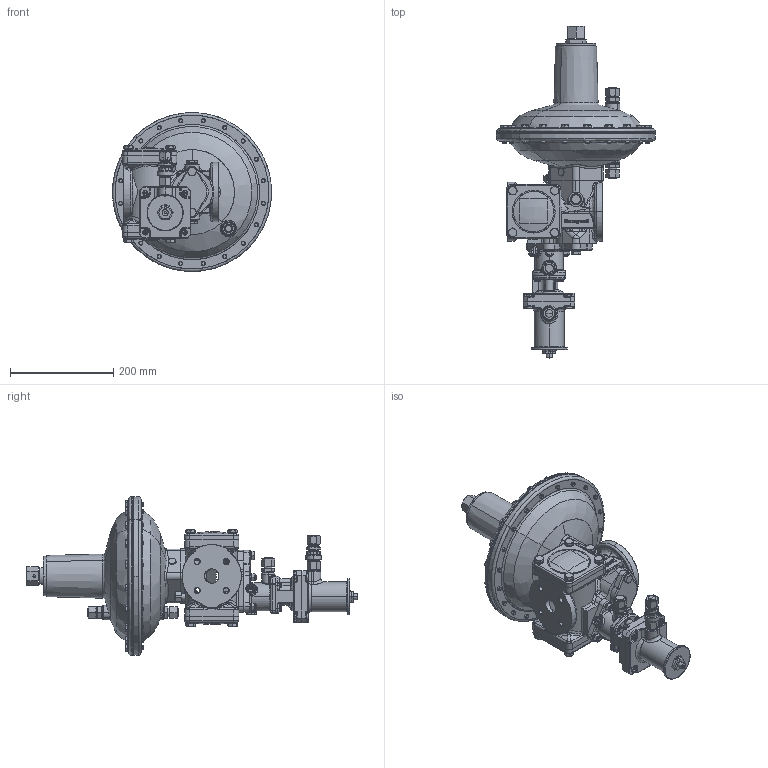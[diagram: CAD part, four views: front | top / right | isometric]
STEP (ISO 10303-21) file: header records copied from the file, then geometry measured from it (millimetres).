
FILE_DESCRIPTION (( 'STEP AP214' ), '1' );
FILE_NAME ('MB_HON370_25_RE1_K1a_K2a_-_.STEP', '2017-03-15T08:40:30', ( '' ), ( '' ), 'SwSTEP 2.0', 'SolidWorks 2015', '' );
FILE_SCHEMA (( 'AUTOMOTIVE_DESIGN' ));
Length unit declared in the file: millimetre
Products named in the file (1): MB_HON370_25_RE1_K1a_K2a_-_
Bounding box: 308 x 642.8 x 307.76 mm (x, y, z)
Surface area: 558317.7 mm2 (no closed solid volume)
Topology: 0 solids, 2119 shells, 2589 faces, 11307 edges, 10815 vertices
Faces by surface type: plane 856, cylinder 735, bspline 553, cone 445
Entity records: 221196 total; most frequent: CARTESIAN_POINT 139205, DIRECTION 14367, ORIENTED_EDGE 12281, EDGE_CURVE 11265, VERTEX_POINT 10815, AXIS2_PLACEMENT_3D 5081, VECTOR 4205, LINE 4205
